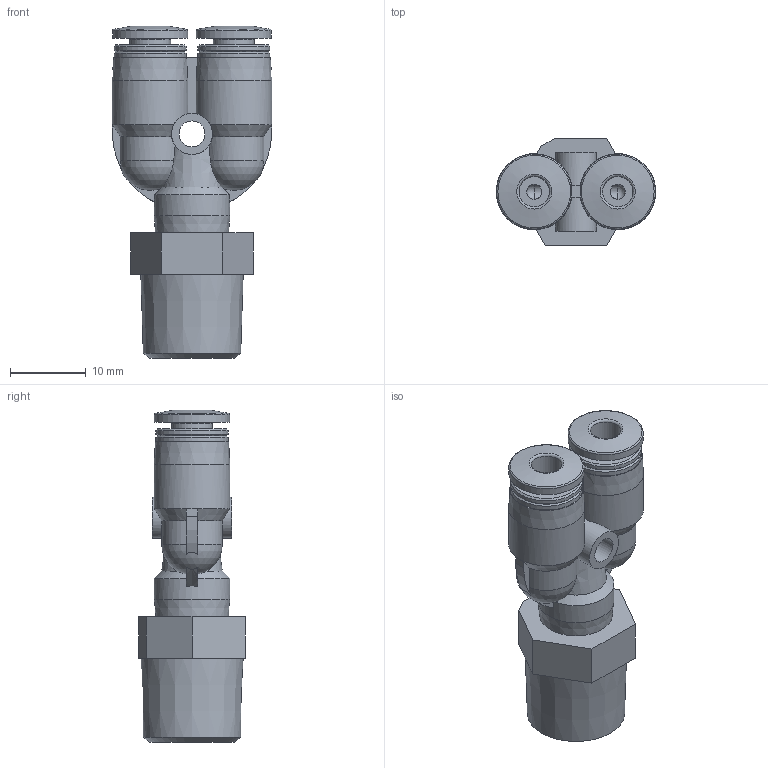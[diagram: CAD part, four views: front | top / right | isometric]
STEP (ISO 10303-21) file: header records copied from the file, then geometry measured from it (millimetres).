
FILE_DESCRIPTION(/* description */ ('STEP AP214'),/* implementation_level */ '2;1');
FILE_NAME(/* name */ '133082_NPQP-Y-R14-Q4-FD-P10',/* time_stamp */ '2024-09-13T09:13:14+02:00',/* author */ ('License CC BY-ND 4.0'),/* organization */ ('CADENAS'),/* preprocessor_version */ 'ST-DEVELOPER v19.3',/* originating_system */ 'PARTsolutions',/* authorisation */ ' ');
FILE_SCHEMA (('AUTOMOTIVE_DESIGN {1 0 10303 214 3 1 1}'));
Length unit declared in the file: millimetre
Products named in the file (1): 133082 NPQP-Y-R14-Q4-FD-P10
Bounding box: 21 x 14 x 43.7 mm (x, y, z)
Volume: 5254.8 mm3; surface area: 3510.8 mm2
Topology: 1 solids, 1 shells, 95 faces, 235 edges, 147 vertices
Faces by surface type: plane 35, cylinder 28, cone 22, torus 6, sphere 4
Full cylindrical faces by diameter (mm): 2 x4, 3.4 x1, 4 x2, 5.4 x4, 9.5 x4, 9.9 x2, 10 x1
Entity records: 2631 total; most frequent: CARTESIAN_POINT 571, DIRECTION 427, ORIENTED_EDGE 372, AXIS2_PLACEMENT_3D 189, EDGE_CURVE 186, EDGE_LOOP 145, FACE_BOUND 145, VERTEX_POINT 137
